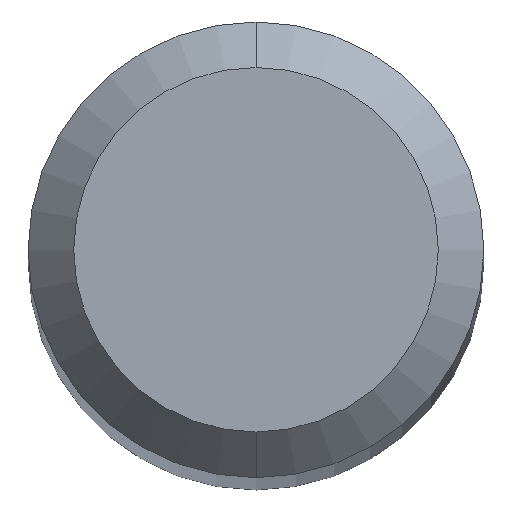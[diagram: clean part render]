
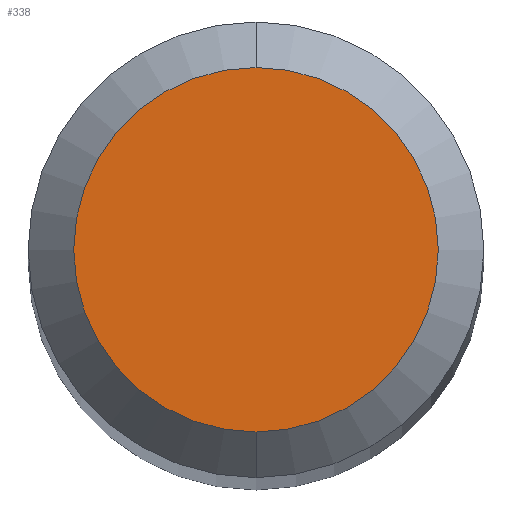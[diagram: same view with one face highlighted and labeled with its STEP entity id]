
A CAD part, top view. The second image highlights one B-rep face of the part: STEP entity #338.
In plain terms, the highlighted planar face has unit normal (0, 0, 1).
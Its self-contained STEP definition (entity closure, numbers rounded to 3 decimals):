
#182=VERTEX_POINT('',#484);
#186=EDGE_CURVE('',#182,#328,#489,.T.);
#262=EDGE_CURVE('',#328,#182,#573,.T.);
#328=VERTEX_POINT('',#645);
#338=ADVANCED_FACE('',(#656),#657,.T.);
#484=CARTESIAN_POINT('',(0.0,1.2,0.0));
#489=CIRCLE('',#822,1.2);
#573=CIRCLE('',#961,1.2);
#645=CARTESIAN_POINT('',(0.,-1.2,0.0));
#656=FACE_OUTER_BOUND('',#1102,.T.);
#657=PLANE('',#1103);
#822=AXIS2_PLACEMENT_3D('',#1448,#1449,#1450);
#961=AXIS2_PLACEMENT_3D('',#1538,#1539,#1540);
#1102=EDGE_LOOP('',(#1608,#1609));
#1103=AXIS2_PLACEMENT_3D('',#1610,#1611,#1612);
#1448=CARTESIAN_POINT('',(0.0,0.0,0.0));
#1449=DIRECTION('',(0.0,0.0,-1.0));
#1450=DIRECTION('',(0.0,1.0,0.0));
#1538=CARTESIAN_POINT('',(0.0,0.0,0.0));
#1539=DIRECTION('',(0.0,0.0,-1.0));
#1540=DIRECTION('',(0.0,1.0,0.0));
#1608=ORIENTED_EDGE('',*,*,#186,.F.);
#1609=ORIENTED_EDGE('',*,*,#262,.F.);
#1610=CARTESIAN_POINT('',(0.0,0.6,0.0));
#1611=DIRECTION('',(-0.0,0.0,1.0));
#1612=DIRECTION('',(0.0,-1.0,0.0));
